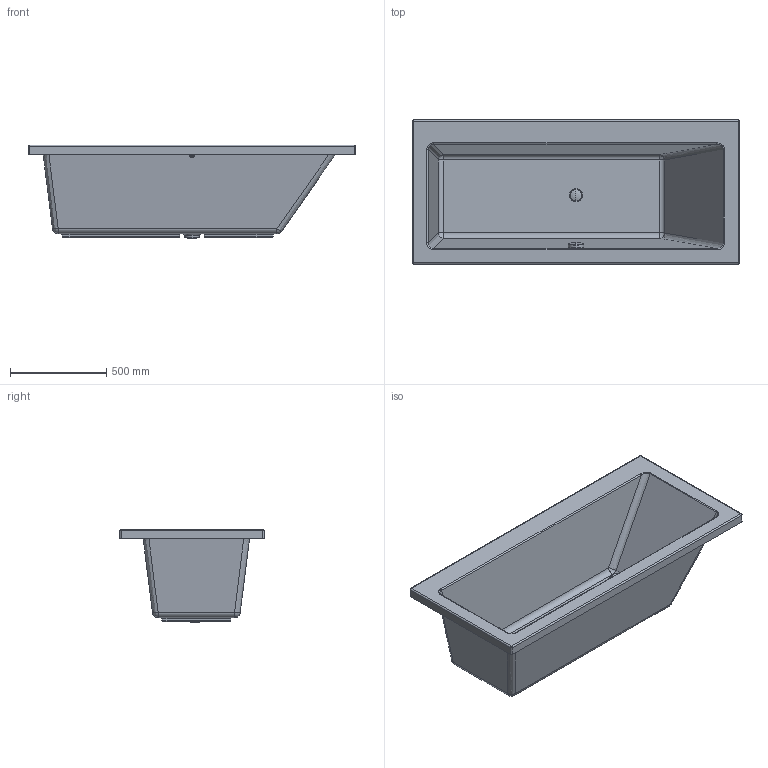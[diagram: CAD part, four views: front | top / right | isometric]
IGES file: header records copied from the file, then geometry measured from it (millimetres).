
Global section: file name: No Iges File Name specified; native system: AutoDesk Inventor R11.0; preprocessor: AutoDesk Inventor Iges Exporter R11.0; author: No Author specified; organization: No Organization specified; date: 20071006.065846; units: millimetre
Bounding box: 1700 x 750 x 486.07 mm (x, y, z)
Volume: 44265222.1 mm3; surface area: 5544151.1 mm2
Topology: 4 solids, 4 shells, 204 faces, 481 edges, 269 vertices
Faces by surface type: bspline 157, cylinder 16, plane 15, torus 8, revolution 6, cone 2
